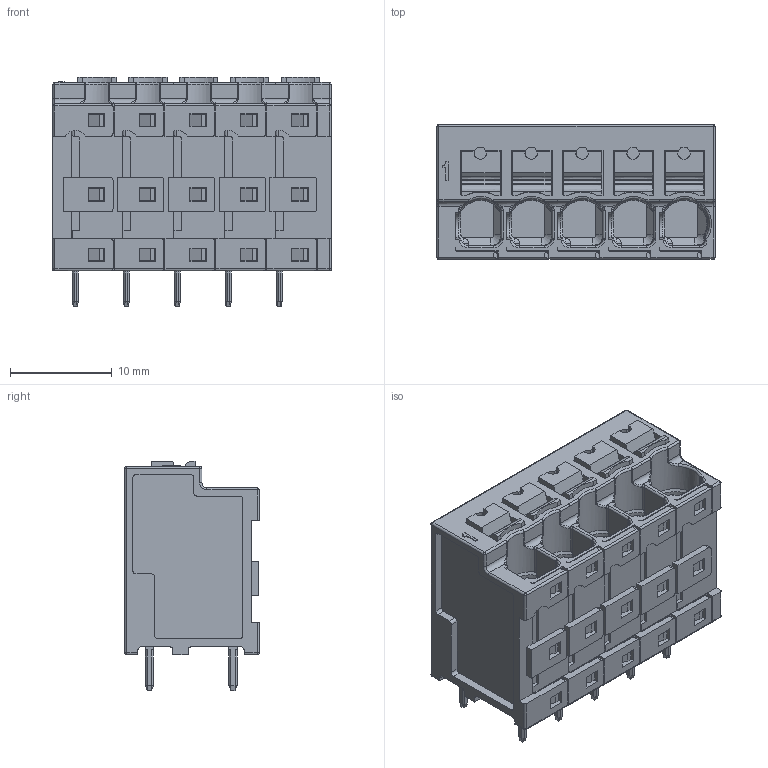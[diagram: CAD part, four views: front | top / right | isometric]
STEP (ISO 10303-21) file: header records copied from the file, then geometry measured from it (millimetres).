
FILE_DESCRIPTION(('CATIA V5 STEP Exchange','CAx-IF Rec.Pracs.--- Model Styling and Organization---1.5--- 2016-08-15','CAx-IF Rec.Pracs.---Supplemental Geometry---1.0---2011-11-01','CAx-IF Rec.Pracs.--- Composite Materials ---1.1---2010-07-15'),'2;1');
FILE_NAME ('1502652-2_1', '2025-08-27T09:58:10+00:00', ('none'), ('Weidmueller'), 'CATIA Version 5-6 Release 2024 SP4', 'CATIA V5 STEP AP214 v3', 'none');
FILE_SCHEMA(('AUTOMOTIVE_DESIGN { 1 0 10303 214 1 1 1 1 }'));
Products named in the file (1): 2913740000
Bounding box: 27.3 x 13.2 x 22.5 mm (x, y, z)
Volume: 5000.4 mm3; surface area: 4739.6 mm2
Topology: 1 solids, 3 shells, 1862 faces, 4982 edges, 3195 vertices
Faces by surface type: plane 1192, cylinder 390, bspline 124, extrusion 69, torus 35, sphere 28, cone 24
Entity records: 61650 total; most frequent: CARTESIAN_POINT 17939, ORIENTED_EDGE 9918, DIRECTION 6431, EDGE_CURVE 4959, VECTOR 3491, LINE 3422, VERTEX_POINT 3195, EDGE_LOOP 2004
